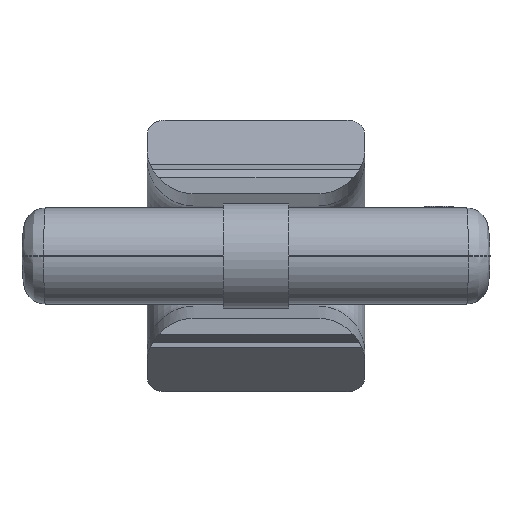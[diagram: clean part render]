
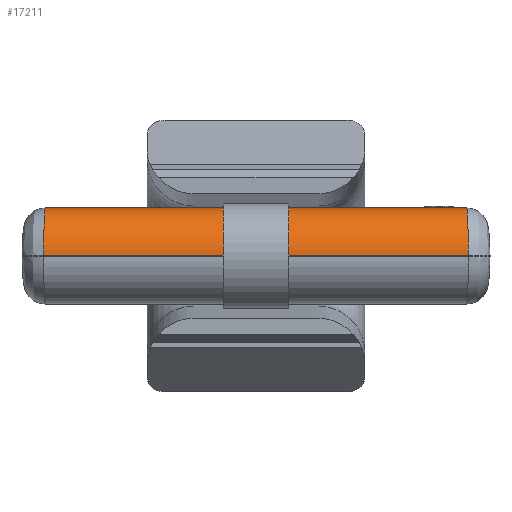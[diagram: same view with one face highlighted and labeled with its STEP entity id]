
A CAD part, front view. The second image highlights one B-rep face of the part: STEP entity #17211.
In plain terms, the highlighted cylindrical face has radius 13 mm (diameter 26 mm), a partial arc.
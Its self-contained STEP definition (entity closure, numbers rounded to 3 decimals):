
#12783=DIRECTION('',(-1.,0.,0.));
#12784=VECTOR('',#12783,117.06);
#12785=CARTESIAN_POINT('',(58.53,-89.,
0.25));
#12786=LINE('',#12785,#12784);
#12787=CARTESIAN_POINT('',(-58.067,-76.,
13.25));
#12788=CARTESIAN_POINT('',(-58.073,-76.155,
13.25));
#12789=CARTESIAN_POINT('',(-58.084,-76.464,
13.244));
#12790=CARTESIAN_POINT('',(-58.1,-76.928,
13.22));
#12791=CARTESIAN_POINT('',(-58.117,-77.39,
13.178));
#12792=CARTESIAN_POINT('',(-58.133,-77.851,
13.12));
#12793=CARTESIAN_POINT('',(-58.149,-78.31,
13.046));
#12794=CARTESIAN_POINT('',(-58.166,-78.765,
12.955));
#12795=CARTESIAN_POINT('',(-58.182,-79.217,
12.849));
#12796=CARTESIAN_POINT('',(-58.198,-79.665,
12.726));
#12797=CARTESIAN_POINT('',(-58.213,-80.108,
12.587));
#12798=CARTESIAN_POINT('',(-58.229,-80.546,
12.432));
#12799=CARTESIAN_POINT('',(-58.244,-80.978,
12.262));
#12800=CARTESIAN_POINT('',(-58.26,-81.403,
12.077));
#12801=CARTESIAN_POINT('',(-58.274,-81.822,
11.876));
#12802=CARTESIAN_POINT('',(-58.289,-82.233,
11.661));
#12803=CARTESIAN_POINT('',(-58.304,-82.637,
11.431));
#12804=CARTESIAN_POINT('',(-58.318,-83.032,
11.187));
#12805=CARTESIAN_POINT('',(-58.331,-83.418,
10.929));
#12806=CARTESIAN_POINT('',(-58.345,-83.794,
10.658));
#12807=CARTESIAN_POINT('',(-58.358,-84.161,
10.373));
#12808=CARTESIAN_POINT('',(-58.37,-84.517,
10.075));
#12809=CARTESIAN_POINT('',(-58.383,-84.862,
9.765));
#12810=CARTESIAN_POINT('',(-58.395,-85.196,
9.443));
#12811=CARTESIAN_POINT('',(-58.406,-85.518,
9.108));
#12812=CARTESIAN_POINT('',(-58.417,-85.828,
8.763));
#12813=CARTESIAN_POINT('',(-58.428,-86.126,
8.407));
#12814=CARTESIAN_POINT('',(-58.438,-86.411,
8.04));
#12815=CARTESIAN_POINT('',(-58.448,-86.682,
7.664));
#12816=CARTESIAN_POINT('',(-58.457,-86.94,
7.278));
#12817=CARTESIAN_POINT('',(-58.465,-87.184,
6.883));
#12818=CARTESIAN_POINT('',(-58.474,-87.413,
6.48));
#12819=CARTESIAN_POINT('',(-58.481,-87.628,
6.068));
#12820=CARTESIAN_POINT('',(-58.488,-87.829,
5.65));
#12821=CARTESIAN_POINT('',(-58.495,-88.014,
5.224));
#12822=CARTESIAN_POINT('',(-58.501,-88.184,
4.792));
#12823=CARTESIAN_POINT('',(-58.507,-88.338,
4.355));
#12824=CARTESIAN_POINT('',(-58.511,-88.476,
3.912));
#12825=CARTESIAN_POINT('',(-58.516,-88.599,
3.464));
#12826=CARTESIAN_POINT('',(-58.52,-88.706,
3.013));
#12827=CARTESIAN_POINT('',(-58.523,-88.796,
2.558));
#12828=CARTESIAN_POINT('',(-58.525,-88.871,
2.1));
#12829=CARTESIAN_POINT('',(-58.528,-88.928,
1.639));
#12830=CARTESIAN_POINT('',(-58.529,-88.97,
1.177));
#12831=CARTESIAN_POINT('',(-58.53,-88.994,
0.714));
#12832=CARTESIAN_POINT('',(-58.53,-89.,
0.405));
#12833=CARTESIAN_POINT('',(-58.53,-89.,
0.25));
#12835=DIRECTION('',(1.,0.,0.));
#12836=VECTOR('',#12835,116.134);
#12837=CARTESIAN_POINT('',(-58.067,-76.,
13.25));
#12838=LINE('',#12837,#12836);
#12839=CARTESIAN_POINT('',(58.067,-76.,
13.25));
#12840=CARTESIAN_POINT('',(58.073,-76.155,
13.25));
#12841=CARTESIAN_POINT('',(58.084,-76.464,
13.244));
#12842=CARTESIAN_POINT('',(58.1,-76.928,
13.22));
#12843=CARTESIAN_POINT('',(58.117,-77.39,
13.178));
#12844=CARTESIAN_POINT('',(58.133,-77.851,
13.12));
#12845=CARTESIAN_POINT('',(58.149,-78.31,
13.046));
#12846=CARTESIAN_POINT('',(58.166,-78.765,
12.955));
#12847=CARTESIAN_POINT('',(58.182,-79.217,
12.849));
#12848=CARTESIAN_POINT('',(58.198,-79.665,
12.726));
#12849=CARTESIAN_POINT('',(58.213,-80.108,
12.587));
#12850=CARTESIAN_POINT('',(58.229,-80.546,
12.432));
#12851=CARTESIAN_POINT('',(58.244,-80.978,
12.262));
#12852=CARTESIAN_POINT('',(58.26,-81.403,
12.077));
#12853=CARTESIAN_POINT('',(58.274,-81.822,
11.876));
#12854=CARTESIAN_POINT('',(58.289,-82.233,
11.661));
#12855=CARTESIAN_POINT('',(58.304,-82.637,
11.431));
#12856=CARTESIAN_POINT('',(58.318,-83.032,
11.187));
#12857=CARTESIAN_POINT('',(58.331,-83.418,
10.929));
#12858=CARTESIAN_POINT('',(58.345,-83.794,
10.658));
#12859=CARTESIAN_POINT('',(58.358,-84.161,
10.373));
#12860=CARTESIAN_POINT('',(58.37,-84.517,
10.075));
#12861=CARTESIAN_POINT('',(58.383,-84.862,
9.765));
#12862=CARTESIAN_POINT('',(58.395,-85.196,
9.443));
#12863=CARTESIAN_POINT('',(58.406,-85.518,
9.108));
#12864=CARTESIAN_POINT('',(58.417,-85.828,
8.763));
#12865=CARTESIAN_POINT('',(58.428,-86.126,
8.407));
#12866=CARTESIAN_POINT('',(58.438,-86.411,
8.04));
#12867=CARTESIAN_POINT('',(58.448,-86.682,
7.664));
#12868=CARTESIAN_POINT('',(58.457,-86.94,
7.278));
#12869=CARTESIAN_POINT('',(58.465,-87.184,
6.883));
#12870=CARTESIAN_POINT('',(58.474,-87.413,
6.48));
#12871=CARTESIAN_POINT('',(58.481,-87.628,
6.068));
#12872=CARTESIAN_POINT('',(58.488,-87.829,
5.65));
#12873=CARTESIAN_POINT('',(58.495,-88.014,
5.224));
#12874=CARTESIAN_POINT('',(58.501,-88.184,
4.792));
#12875=CARTESIAN_POINT('',(58.507,-88.338,
4.355));
#12876=CARTESIAN_POINT('',(58.511,-88.476,
3.912));
#12877=CARTESIAN_POINT('',(58.516,-88.599,
3.464));
#12878=CARTESIAN_POINT('',(58.52,-88.706,
3.013));
#12879=CARTESIAN_POINT('',(58.523,-88.796,
2.558));
#12880=CARTESIAN_POINT('',(58.525,-88.871,
2.1));
#12881=CARTESIAN_POINT('',(58.528,-88.928,
1.639));
#12882=CARTESIAN_POINT('',(58.529,-88.97,
1.177));
#12883=CARTESIAN_POINT('',(58.53,-88.994,
0.714));
#12884=CARTESIAN_POINT('',(58.53,-89.,
0.405));
#12885=CARTESIAN_POINT('',(58.53,-89.,
0.25));
#14116=CARTESIAN_POINT('',(-58.067,-76.,
13.25));
#14118=VERTEX_POINT('',#14116);
#14191=CARTESIAN_POINT('',(58.067,-76.,
13.25));
#14193=VERTEX_POINT('',#14191);
#14379=VERTEX_POINT('',#12833);
#14381=VERTEX_POINT('',#12885);
#17198=CARTESIAN_POINT('',(149.596,-76.,0.25));
#17199=DIRECTION('',(1.,0.,0.));
#17200=DIRECTION('',(0.,0.,1.));
#17201=AXIS2_PLACEMENT_3D('',#17198,#17199,#17200);
#17202=CYLINDRICAL_SURFACE('',#17201,13.);
#17204=ORIENTED_EDGE('',*,*,#17203,.T.);
#17205=ORIENTED_EDGE('',*,*,#17189,.F.);
#17206=ORIENTED_EDGE('',*,*,#14409,.T.);
#17208=ORIENTED_EDGE('',*,*,#17207,.T.);
#17209=EDGE_LOOP('',(#17204,#17205,#17206,#17208));
#17210=FACE_OUTER_BOUND('',#17209,.F.);
#17211=ADVANCED_FACE('',(#17210),#17202,.T.);
#12834=B_SPLINE_CURVE_WITH_KNOTS('',3,(#12787,#12788,#12789,#12790,#12791,
#12792,#12793,#12794,#12795,#12796,#12797,#12798,#12799,#12800,#12801,#12802,
#12803,#12804,#12805,#12806,#12807,#12808,#12809,#12810,#12811,#12812,#12813,
#12814,#12815,#12816,#12817,#12818,#12819,#12820,#12821,#12822,#12823,#12824,
#12825,#12826,#12827,#12828,#12829,#12830,#12831,#12832,#12833),.UNSPECIFIED.,
.F.,.F.,(4,1,1,1,1,1,1,1,1,1,1,1,1,1,1,1,1,1,1,1,1,1,1,1,1,1,1,1,1,1,1,1,1,1,1,
1,1,1,1,1,1,1,1,1,4),(0.,0.023,0.045,
0.068,0.091,0.114,0.136,
0.159,0.182,0.205,0.227,0.25,
0.273,0.295,0.318,0.341,
0.364,0.386,0.409,0.432,
0.455,0.477,0.5,0.523,0.545,
0.568,0.591,0.614,0.636,
0.659,0.682,0.705,0.727,0.75,
0.773,0.795,0.818,0.841,
0.864,0.886,0.909,0.932,
0.955,0.977,1.),.UNSPECIFIED.);
#12886=B_SPLINE_CURVE_WITH_KNOTS('',3,(#12839,#12840,#12841,#12842,#12843,
#12844,#12845,#12846,#12847,#12848,#12849,#12850,#12851,#12852,#12853,#12854,
#12855,#12856,#12857,#12858,#12859,#12860,#12861,#12862,#12863,#12864,#12865,
#12866,#12867,#12868,#12869,#12870,#12871,#12872,#12873,#12874,#12875,#12876,
#12877,#12878,#12879,#12880,#12881,#12882,#12883,#12884,#12885),.UNSPECIFIED.,
.F.,.F.,(4,1,1,1,1,1,1,1,1,1,1,1,1,1,1,1,1,1,1,1,1,1,1,1,1,1,1,1,1,1,1,1,1,1,1,
1,1,1,1,1,1,1,1,1,4),(0.,0.023,0.045,
0.068,0.091,0.114,0.136,
0.159,0.182,0.205,0.227,0.25,
0.273,0.295,0.318,0.341,
0.364,0.386,0.409,0.432,
0.455,0.477,0.5,0.523,0.545,
0.568,0.591,0.614,0.636,
0.659,0.682,0.705,0.727,0.75,
0.773,0.795,0.818,0.841,
0.864,0.886,0.909,0.932,
0.955,0.977,1.),.UNSPECIFIED.);
#14409=EDGE_CURVE('',#14118,#14193,#12838,.T.);
#17189=EDGE_CURVE('',#14118,#14379,#12834,.T.);
#17203=EDGE_CURVE('',#14381,#14379,#12786,.T.);
#17207=EDGE_CURVE('',#14193,#14381,#12886,.T.);
